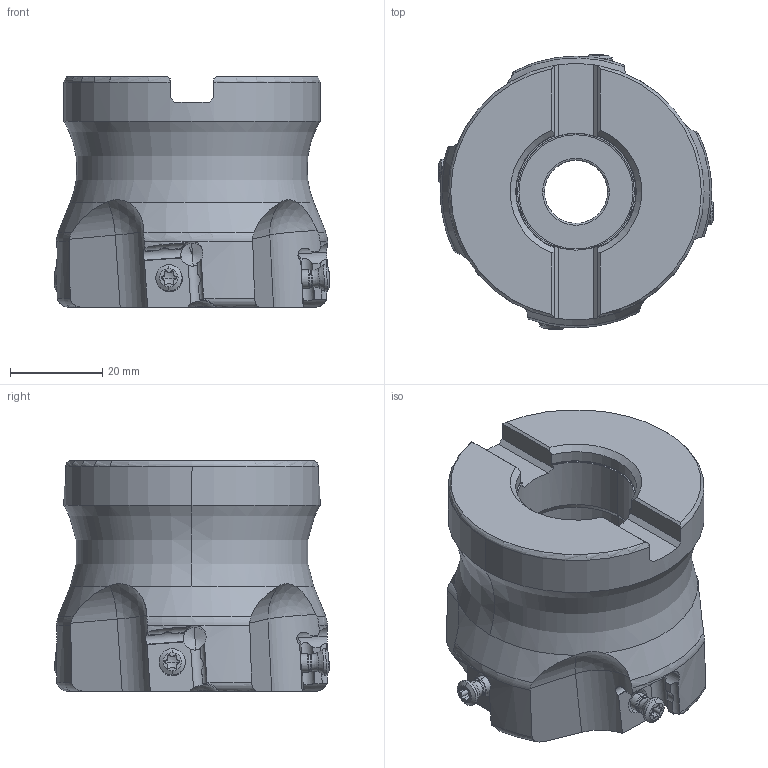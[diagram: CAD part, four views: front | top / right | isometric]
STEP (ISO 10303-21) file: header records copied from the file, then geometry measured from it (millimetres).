
FILE_DESCRIPTION(/* description */ (''),/* implementation_level */ '2;1');
FILE_NAME(/* name */ 'VOX400UR2504C.stp',/* time_stamp */ '2019-03-26T13:44:40+09:00',/* author */ (''),/* organization */ (''),/* preprocessor_version */ 'ST-DEVELOPER v16',/* originating_system */ 'SIEMENS PLM Software NX 10.0',/* authorisation */ '');
FILE_SCHEMA (('AUTOMOTIVE_DESIGN { 1 0 10303 214 3 1 1 1 }'));
Length unit declared in the file: millimetre
Products named in the file (1): VOX400UR2504C_ASM
Bounding box: 59.86 x 59.67 x 50.1 mm (x, y, z)
Volume: 85998.2 mm3; surface area: 18371.9 mm2
Topology: 5 solids, 5 shells, 359 faces, 1060 edges, 692 vertices
Faces by surface type: cylinder 152, plane 77, cone 74, torus 40, sphere 16
Entity records: 15790 total; most frequent: CARTESIAN_POINT 6308, ORIENTED_EDGE 2072, DIRECTION 1906, EDGE_CURVE 1036, AXIS2_PLACEMENT_3D 794, VERTEX_POINT 692, CIRCLE 404, EDGE_LOOP 374
